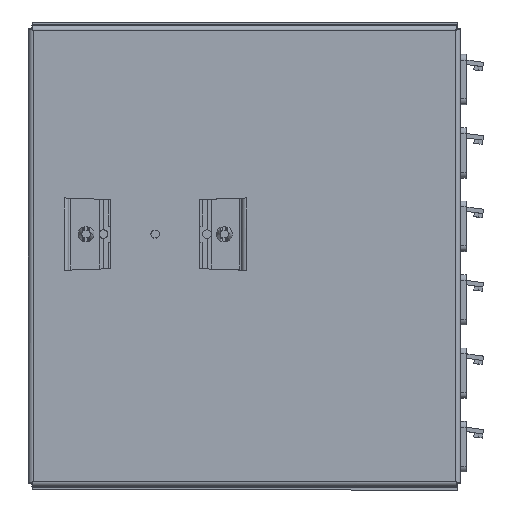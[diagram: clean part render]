
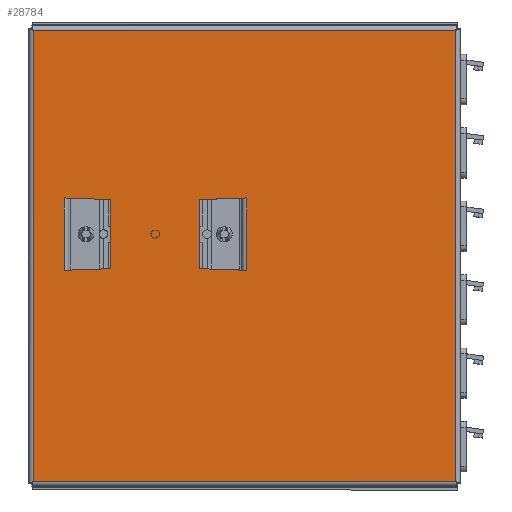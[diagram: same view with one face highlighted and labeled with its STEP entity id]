
A CAD part, front view. The second image highlights one B-rep face of the part: STEP entity #28784.
In plain terms, the highlighted planar face has unit normal (0, -1, 0).
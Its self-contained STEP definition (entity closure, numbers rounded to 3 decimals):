
#280 = PLANE ( 'NONE',  #33417 ) ;
#526 = LINE ( 'NONE', #21712, #14852 ) ;
#2167 = DIRECTION ( 'NONE',  ( 0., 0., 1. ) ) ;
#2196 = EDGE_CURVE ( 'NONE', #4002, #20894, #23850, .T. ) ;
#4002 = VERTEX_POINT ( 'NONE', #7809 ) ;
#4769 = EDGE_CURVE ( 'NONE', #34692, #34594, #38709, .T. ) ;
#6374 = DIRECTION ( 'NONE',  ( 1., 0., 0. ) ) ;
#6383 = DIRECTION ( 'NONE',  ( 0., 0., 1. ) ) ;
#7166 = EDGE_CURVE ( 'NONE', #36320, #22610, #28415, .T. ) ;
#7752 = ORIENTED_EDGE ( 'NONE', *, *, #18040, .T. ) ;
#7809 = CARTESIAN_POINT ( 'NONE',  ( -121.5, 0., 19.594 ) ) ;
#8028 = EDGE_LOOP ( 'NONE', ( #7752, #15681, #22822, #8832 ) ) ;
#8384 = EDGE_CURVE ( 'NONE', #17247, #30390, #12945, .T. ) ;
#8832 = ORIENTED_EDGE ( 'NONE', *, *, #7166, .F. ) ;
#8860 = DIRECTION ( 'NONE',  ( -0.999, 0., -0.035 ) ) ;
#8930 = EDGE_CURVE ( 'NONE', #34692, #19552, #526, .T. ) ;
#9997 = VERTEX_POINT ( 'NONE', #15436 ) ;
#11979 = VECTOR ( 'NONE', #25319, 1000. ) ;
#12034 = VECTOR ( 'NONE', #31331, 1000. ) ;
#12427 = EDGE_CURVE ( 'NONE', #19552, #22291, #28439, .T. ) ;
#12945 = LINE ( 'NONE', #37535, #11979 ) ;
#13042 = ORIENTED_EDGE ( 'NONE', *, *, #32893, .T. ) ;
#13104 = CARTESIAN_POINT ( 'NONE',  ( -1.6, 0., -78.4 ) ) ;
#13961 = DIRECTION ( 'NONE',  ( 0., 0., -1. ) ) ;
#13987 = VECTOR ( 'NONE', #15776, 1000. ) ;
#14017 = FACE_BOUND ( 'NONE', #8028, .T. ) ;
#14491 = EDGE_CURVE ( 'NONE', #9997, #30390, #36465, .T. ) ;
#14852 = VECTOR ( 'NONE', #6383, 1000. ) ;
#14945 = CARTESIAN_POINT ( 'NONE',  ( -148.4, 0., 78.4 ) ) ;
#15436 = CARTESIAN_POINT ( 'NONE',  ( -90.5, 0., 19.594 ) ) ;
#15681 = ORIENTED_EDGE ( 'NONE', *, *, #2196, .T. ) ;
#15776 = DIRECTION ( 'NONE',  ( 0., 0., -1. ) ) ;
#15797 = CARTESIAN_POINT ( 'NONE',  ( -148.4, 0., 78.4 ) ) ;
#16962 = ORIENTED_EDGE ( 'NONE', *, *, #4769, .F. ) ;
#17044 = DIRECTION ( 'NONE',  ( 0.999, 0., -0.035 ) ) ;
#17247 = VERTEX_POINT ( 'NONE', #21860 ) ;
#18032 = DIRECTION ( 'NONE',  ( 0., 0., -1. ) ) ;
#18040 = EDGE_CURVE ( 'NONE', #36320, #4002, #20194, .T. ) ;
#19552 = VERTEX_POINT ( 'NONE', #36173 ) ;
#19905 = LINE ( 'NONE', #21451, #35202 ) ;
#20194 = LINE ( 'NONE', #38497, #28356 ) ;
#20235 = ORIENTED_EDGE ( 'NONE', *, *, #24738, .T. ) ;
#20283 = CARTESIAN_POINT ( 'NONE',  ( -121.5, 0., 19.594 ) ) ;
#20339 = DIRECTION ( 'NONE',  ( -1., 0., 0. ) ) ;
#20894 = VERTEX_POINT ( 'NONE', #34188 ) ;
#21103 = CARTESIAN_POINT ( 'NONE',  ( -136., 0., -4.9 ) ) ;
#21451 = CARTESIAN_POINT ( 'NONE',  ( -76., 0., -4.9 ) ) ;
#21707 = CARTESIAN_POINT ( 'NONE',  ( 0., 0., 78.4 ) ) ;
#21712 = CARTESIAN_POINT ( 'NONE',  ( -1.6, 0., 78.4 ) ) ;
#21860 = CARTESIAN_POINT ( 'NONE',  ( -74.4, 0., -4.956 ) ) ;
#22230 = FACE_BOUND ( 'NONE', #30080, .T. ) ;
#22291 = VERTEX_POINT ( 'NONE', #15797 ) ;
#22301 = CARTESIAN_POINT ( 'NONE',  ( -74.4, 0., 20.156 ) ) ;
#22457 = LINE ( 'NONE', #14945, #37783 ) ;
#22610 = VERTEX_POINT ( 'NONE', #26756 ) ;
#22822 = ORIENTED_EDGE ( 'NONE', *, *, #27682, .T. ) ;
#23265 = CARTESIAN_POINT ( 'NONE',  ( 0., 0., 78.4 ) ) ;
#23548 = ORIENTED_EDGE ( 'NONE', *, *, #8930, .T. ) ;
#23825 = ORIENTED_EDGE ( 'NONE', *, *, #8384, .F. ) ;
#23850 = LINE ( 'NONE', #20283, #30079 ) ;
#24736 = DIRECTION ( 'NONE',  ( 0., -1., 0. ) ) ;
#24738 = EDGE_CURVE ( 'NONE', #38030, #9997, #28609, .T. ) ;
#24990 = CARTESIAN_POINT ( 'NONE',  ( -90.5, 0., -4.394 ) ) ;
#25031 = CARTESIAN_POINT ( 'NONE',  ( -148.4, 0., -78.4 ) ) ;
#25319 = DIRECTION ( 'NONE',  ( 0., 0., 1. ) ) ;
#26756 = CARTESIAN_POINT ( 'NONE',  ( -137.6, 0., -4.956 ) ) ;
#27337 = ORIENTED_EDGE ( 'NONE', *, *, #37879, .T. ) ;
#27638 = VECTOR ( 'NONE', #2167, 1000. ) ;
#27682 = EDGE_CURVE ( 'NONE', #20894, #22610, #32836, .T. ) ;
#27797 = CARTESIAN_POINT ( 'NONE',  ( -137.6, 0., 20.156 ) ) ;
#28271 = CARTESIAN_POINT ( 'NONE',  ( -76., 0., 20.1 ) ) ;
#28356 = VECTOR ( 'NONE', #17044, 1000. ) ;
#28415 = LINE ( 'NONE', #34124, #13987 ) ;
#28439 = LINE ( 'NONE', #23265, #35555 ) ;
#28609 = LINE ( 'NONE', #38884, #27638 ) ;
#28784 = ADVANCED_FACE ( 'NONE', ( #30343, #22230, #14017 ), #280, .T. ) ;
#29603 = VECTOR ( 'NONE', #30034, 1000. ) ;
#30034 = DIRECTION ( 'NONE',  ( -1., 0., 0. ) ) ;
#30079 = VECTOR ( 'NONE', #13961, 1000. ) ;
#30080 = EDGE_LOOP ( 'NONE', ( #13042, #20235, #30334, #23825 ) ) ;
#30334 = ORIENTED_EDGE ( 'NONE', *, *, #14491, .T. ) ;
#30343 = FACE_OUTER_BOUND ( 'NONE', #37100, .T. ) ;
#30390 = VERTEX_POINT ( 'NONE', #22301 ) ;
#31331 = DIRECTION ( 'NONE',  ( 0.999, 0., 0.035 ) ) ;
#32406 = VECTOR ( 'NONE', #8860, 1000. ) ;
#32836 = LINE ( 'NONE', #21103, #32406 ) ;
#32893 = EDGE_CURVE ( 'NONE', #17247, #38030, #19905, .T. ) ;
#33417 = AXIS2_PLACEMENT_3D ( 'NONE', #21707, #24736, #6374 ) ;
#34124 = CARTESIAN_POINT ( 'NONE',  ( -137.6, 0., -4.9 ) ) ;
#34188 = CARTESIAN_POINT ( 'NONE',  ( -121.5, 0., -4.394 ) ) ;
#34594 = VERTEX_POINT ( 'NONE', #25031 ) ;
#34692 = VERTEX_POINT ( 'NONE', #13104 ) ;
#35202 = VECTOR ( 'NONE', #36813, 1000. ) ;
#35555 = VECTOR ( 'NONE', #20339, 1000. ) ;
#36173 = CARTESIAN_POINT ( 'NONE',  ( -1.6, 0., 78.4 ) ) ;
#36320 = VERTEX_POINT ( 'NONE', #27797 ) ;
#36465 = LINE ( 'NONE', #28271, #12034 ) ;
#36813 = DIRECTION ( 'NONE',  ( -0.999, 0., 0.035 ) ) ;
#37100 = EDGE_LOOP ( 'NONE', ( #37647, #27337, #16962, #23548 ) ) ;
#37535 = CARTESIAN_POINT ( 'NONE',  ( -74.4, 0., 20.1 ) ) ;
#37647 = ORIENTED_EDGE ( 'NONE', *, *, #12427, .T. ) ;
#37783 = VECTOR ( 'NONE', #18032, 1000. ) ;
#37879 = EDGE_CURVE ( 'NONE', #22291, #34594, #22457, .T. ) ;
#38030 = VERTEX_POINT ( 'NONE', #24990 ) ;
#38497 = CARTESIAN_POINT ( 'NONE',  ( -136., 0., 20.1 ) ) ;
#38709 = LINE ( 'NONE', #39144, #29603 ) ;
#38884 = CARTESIAN_POINT ( 'NONE',  ( -90.5, 0., -4.394 ) ) ;
#39144 = CARTESIAN_POINT ( 'NONE',  ( 0., 0., -78.4 ) ) ;
